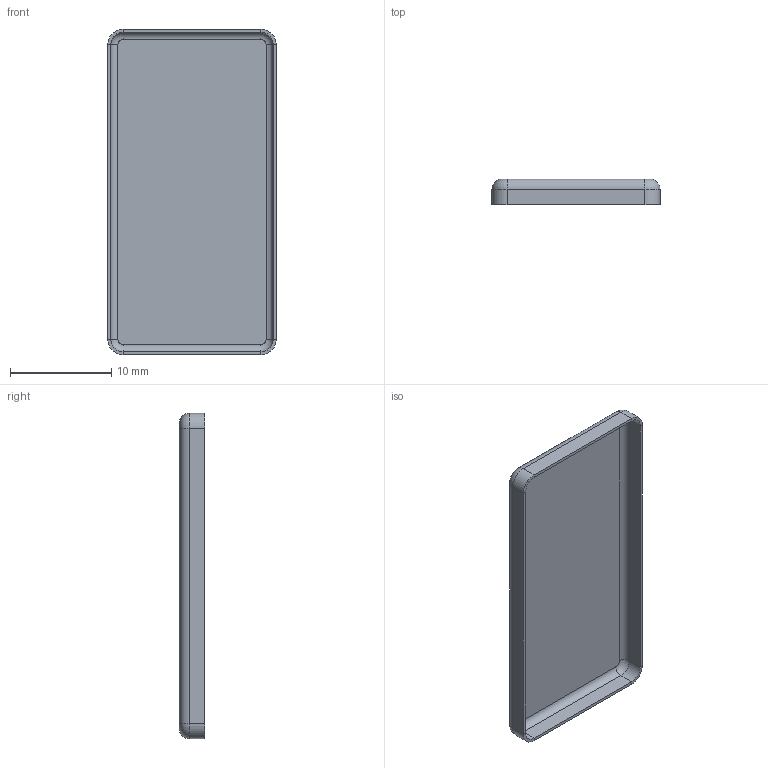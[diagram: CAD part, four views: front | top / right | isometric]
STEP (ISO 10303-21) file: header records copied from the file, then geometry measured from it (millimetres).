
FILE_DESCRIPTION (( 'STEP AP203' ), '1' );
FILE_NAME ('MS321-10S.step', '2020-11-12T06:32:27', ( '' ), ( '' ), 'SwSTEP 2.0', 'SolidWorks 2018', '' );
FILE_SCHEMA (( 'CONFIG_CONTROL_DESIGN' ));
Length unit declared in the file: millimetre
Products named in the file (1): MS321-10S
Bounding box: 16.6 x 2.5 x 32.1 mm (x, y, z)
Volume: 210.9 mm3; surface area: 1434.1 mm2
Topology: 1 solids, 1 shells, 42 faces, 88 edges, 48 vertices
Faces by surface type: plane 18, cylinder 16, torus 8
Entity records: 1173 total; most frequent: DIRECTION 214, CARTESIAN_POINT 179, ORIENTED_EDGE 176, EDGE_CURVE 88, AXIS2_PLACEMENT_3D 83, VERTEX_POINT 48, VECTOR 48, LINE 48
